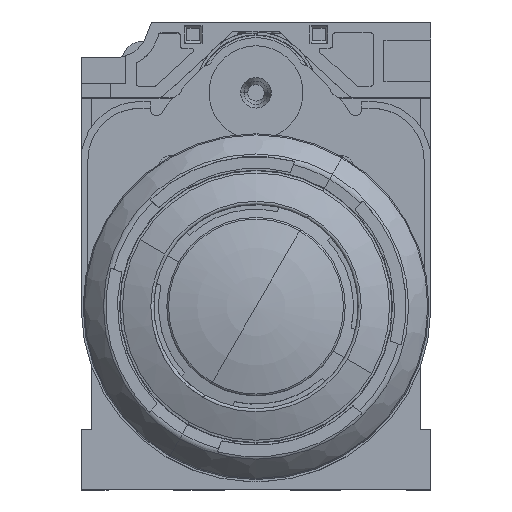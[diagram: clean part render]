
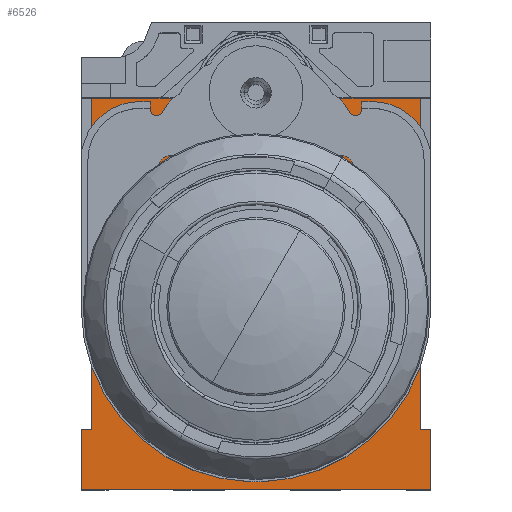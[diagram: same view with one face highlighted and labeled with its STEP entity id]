
A CAD part, top view. The second image highlights one B-rep face of the part: STEP entity #6526.
In plain terms, the highlighted planar face has unit normal (0, 0, 1).
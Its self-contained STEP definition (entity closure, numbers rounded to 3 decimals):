
#6526=ADVANCED_FACE('',(#13335,#13336),#13337,.F.);
#13335=FACE_BOUND('',#20368,.T.);
#13336=FACE_OUTER_BOUND('',#20369,.T.);
#13337=PLANE('',#20370);
#20368=EDGE_LOOP('',(#41070,#41071));
#20369=EDGE_LOOP('',(#41072,#41073,#41074,#41075,#41076,#41077,#41078,#41079,#41080,#41081));
#20370=AXIS2_PLACEMENT_3D('',#41082,#41083,#41084);
#41070=ORIENTED_EDGE('',*,*,#46988,.T.);
#41071=ORIENTED_EDGE('',*,*,#51443,.T.);
#41072=ORIENTED_EDGE('',*,*,#51444,.T.);
#41073=ORIENTED_EDGE('',*,*,#51417,.F.);
#41074=ORIENTED_EDGE('',*,*,#51412,.T.);
#41075=ORIENTED_EDGE('',*,*,#51445,.T.);
#41076=ORIENTED_EDGE('',*,*,#51426,.T.);
#41077=ORIENTED_EDGE('',*,*,#51407,.F.);
#41078=ORIENTED_EDGE('',*,*,#51402,.F.);
#41079=ORIENTED_EDGE('',*,*,#51446,.T.);
#41080=ORIENTED_EDGE('',*,*,#48130,.T.);
#41081=ORIENTED_EDGE('',*,*,#51447,.T.);
#41082=CARTESIAN_POINT('',(14.9,18.4,32.55));
#41083=DIRECTION('',(0.0,0.0,-1.0));
#41084=DIRECTION('',(0.0,1.0,0.0));
#46988=EDGE_CURVE('',#57573,#57577,#57579,.T.);
#48130=EDGE_CURVE('',#59378,#59376,#59379,.T.);
#51402=EDGE_CURVE('',#64181,#64183,#64184,.T.);
#51407=EDGE_CURVE('',#64183,#64189,#64190,.T.);
#51412=EDGE_CURVE('',#64196,#64194,#64197,.T.);
#51417=EDGE_CURVE('',#64196,#64202,#64203,.T.);
#51426=EDGE_CURVE('',#64214,#64189,#64215,.T.);
#51443=EDGE_CURVE('',#57577,#57573,#64241,.T.);
#51444=EDGE_CURVE('',#64242,#64202,#64243,.T.);
#51445=EDGE_CURVE('',#64194,#64214,#64244,.T.);
#51446=EDGE_CURVE('',#64181,#59378,#64245,.T.);
#51447=EDGE_CURVE('',#59376,#64242,#64246,.T.);
#57573=VERTEX_POINT('',#76745);
#57577=VERTEX_POINT('',#76750);
#57579=CIRCLE('',#76753,12.3);
#59376=VERTEX_POINT('',#79236);
#59378=VERTEX_POINT('',#79239);
#59379=CIRCLE('',#79240,5.2);
#64181=VERTEX_POINT('',#85979);
#64183=VERTEX_POINT('',#85982);
#64184=LINE('',#85983,#85984);
#64189=VERTEX_POINT('',#85991);
#64190=LINE('',#85992,#85993);
#64194=VERTEX_POINT('',#85999);
#64196=VERTEX_POINT('',#86002);
#64197=LINE('',#86003,#86004);
#64202=VERTEX_POINT('',#86011);
#64203=LINE('',#86012,#86013);
#64214=VERTEX_POINT('',#86029);
#64215=LINE('',#86030,#86031);
#64241=CIRCLE('',#86067,12.3);
#64242=VERTEX_POINT('',#86068);
#64243=LINE('',#86069,#86070);
#64244=LINE('',#86071,#86072);
#64245=LINE('',#86073,#86074);
#64246=LINE('',#86075,#86076);
#76745=CARTESIAN_POINT('',(14.9,27.85,32.55));
#76750=CARTESIAN_POINT('',(14.9,3.25,32.55));
#76753=AXIS2_PLACEMENT_3D('',#92750,#92751,#92752);
#79236=CARTESIAN_POINT('',(9.719,33.36,32.55));
#79239=CARTESIAN_POINT('',(20.081,33.36,32.55));
#79240=AXIS2_PLACEMENT_3D('',#94130,#94131,#94132);
#85979=CARTESIAN_POINT('',(28.9,33.36,32.55));
#85982=CARTESIAN_POINT('',(28.9,5.141,32.55));
#85983=CARTESIAN_POINT('',(28.9,18.4,32.55));
#85984=VECTOR('',#98159,1.0);
#85991=CARTESIAN_POINT('',(29.8,5.141,32.55));
#85992=CARTESIAN_POINT('',(0.0,5.141,32.55));
#85993=VECTOR('',#98162,1.0);
#85999=CARTESIAN_POINT('',(0.0,0.,32.55));
#86002=CARTESIAN_POINT('',(0.0,5.141,32.55));
#86003=CARTESIAN_POINT('',(0.0,5.141,32.55));
#86004=VECTOR('',#98166,1.0);
#86011=CARTESIAN_POINT('',(0.9,5.141,32.55));
#86012=CARTESIAN_POINT('',(0.0,5.141,32.55));
#86013=VECTOR('',#98169,1.0);
#86029=CARTESIAN_POINT('',(29.8,0.,32.55));
#86030=CARTESIAN_POINT('',(29.8,5.141,32.55));
#86031=VECTOR('',#98175,1.0);
#86067=AXIS2_PLACEMENT_3D('',#98195,#98196,#98197);
#86068=CARTESIAN_POINT('',(0.9,33.36,32.55));
#86069=CARTESIAN_POINT('',(0.9,18.4,32.55));
#86070=VECTOR('',#98198,1.0);
#86071=CARTESIAN_POINT('',(0.0,0.,32.55));
#86072=VECTOR('',#98199,1.0);
#86073=CARTESIAN_POINT('',(14.9,33.36,32.55));
#86074=VECTOR('',#98200,1.0);
#86075=CARTESIAN_POINT('',(14.9,33.36,32.55));
#86076=VECTOR('',#98201,1.0);
#92750=CARTESIAN_POINT('',(14.9,15.55,32.55));
#92751=DIRECTION('',(0.0,0.0,-1.0));
#92752=DIRECTION('',(0.0,1.0,0.0));
#94130=CARTESIAN_POINT('',(14.9,33.8,32.55));
#94131=DIRECTION('',(0.0,0.0,-1.0));
#94132=DIRECTION('',(1.0,0.0,0.0));
#98159=DIRECTION('',(0.0,-1.0,0.0));
#98162=DIRECTION('',(1.0,0.0,0.0));
#98166=DIRECTION('',(0.0,-1.0,0.0));
#98169=DIRECTION('',(1.0,0.0,0.0));
#98175=DIRECTION('',(0.0,1.0,0.0));
#98195=CARTESIAN_POINT('',(14.9,15.55,32.55));
#98196=DIRECTION('',(0.0,0.0,-1.0));
#98197=DIRECTION('',(0.0,1.0,0.0));
#98198=DIRECTION('',(0.0,-1.0,0.0));
#98199=DIRECTION('',(1.0,0.0,0.0));
#98200=DIRECTION('',(-1.0,-0.0,-0.0));
#98201=DIRECTION('',(-1.0,-0.0,-0.0));
